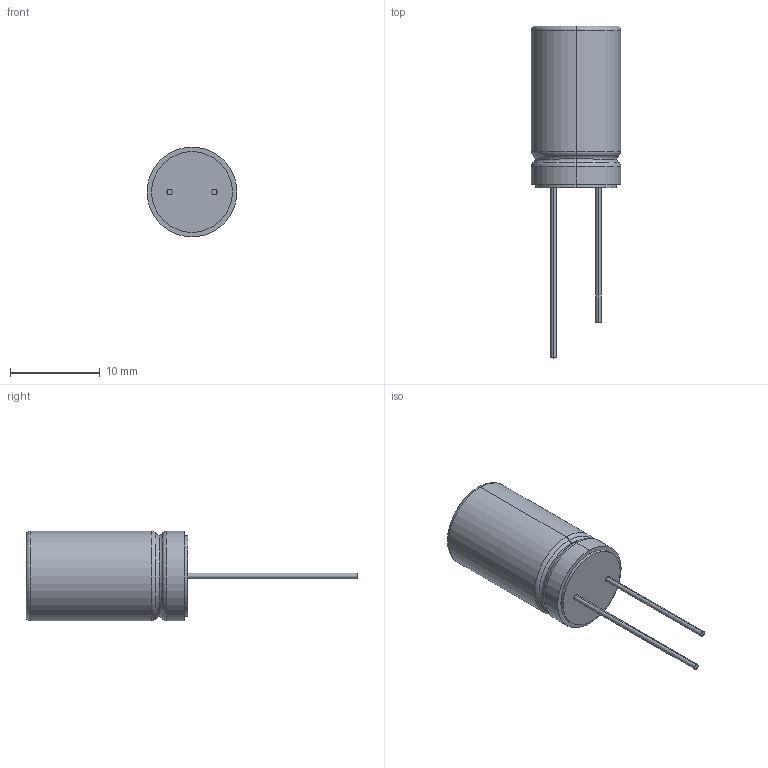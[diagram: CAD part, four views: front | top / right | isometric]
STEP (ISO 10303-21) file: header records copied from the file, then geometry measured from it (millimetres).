
FILE_DESCRIPTION (( 'STEP AP214' ), '1' );
FILE_NAME ('A750MW228M1CAAE010.STEP', '2023-12-13T07:25:46', ( 'LENOVO' ), ( '' ), 'SwSTEP 2.0', 'SolidWorks 2021', '' );
FILE_SCHEMA (( 'AUTOMOTIVE_DESIGN' ));
Length unit declared in the file: millimetre
Products named in the file (1): A750MW228M1CAAE010
Bounding box: 10 x 37 x 10 mm (x, y, z)
Volume: 1405.9 mm3; surface area: 966 mm2
Topology: 5 solids, 5 shells, 35 faces, 61 edges, 36 vertices
Faces by surface type: plane 13, cylinder 12, torus 10
Entity records: 916 total; most frequent: DIRECTION 176, CARTESIAN_POINT 133, ORIENTED_EDGE 122, AXIS2_PLACEMENT_3D 79, EDGE_CURVE 61, CIRCLE 43, VERTEX_POINT 36, FACE_OUTER_BOUND 35
